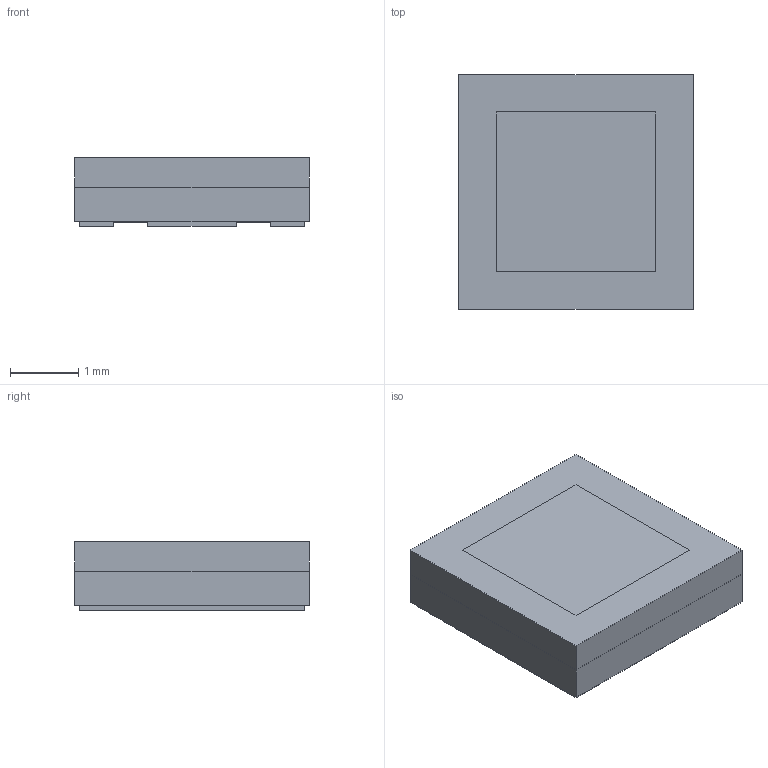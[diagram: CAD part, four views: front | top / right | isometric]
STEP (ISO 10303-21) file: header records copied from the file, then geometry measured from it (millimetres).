
FILE_DESCRIPTION (( 'STEP AP214' ), '1' );
FILE_NAME ('Cree XP-L Hi(XLamp XHP35.2 HI).STEP', '2023-12-07T05:43:39', ( 'Elessar' ), ( '' ), 'SwSTEP 2.0', 'SolidWorks 2018', '' );
FILE_SCHEMA (( 'AUTOMOTIVE_DESIGN' ));
Length unit declared in the file: millimetre
Products named in the file (1): Cree XP-L Hi(XLamp XHP35.2 HI)
Bounding box: 3.45 x 3.45 x 1.01 mm (x, y, z)
Volume: 11.7 mm3; surface area: 92.7 mm2
Topology: 8 solids, 8 shells, 66 faces, 150 edges, 100 vertices
Faces by surface type: plane 58, cone 4, cylinder 4
Entity records: 1947 total; most frequent: CARTESIAN_POINT 317, ORIENTED_EDGE 300, DIRECTION 300, EDGE_CURVE 150, VECTOR 134, LINE 134, VERTEX_POINT 100, AXIS2_PLACEMENT_3D 83
